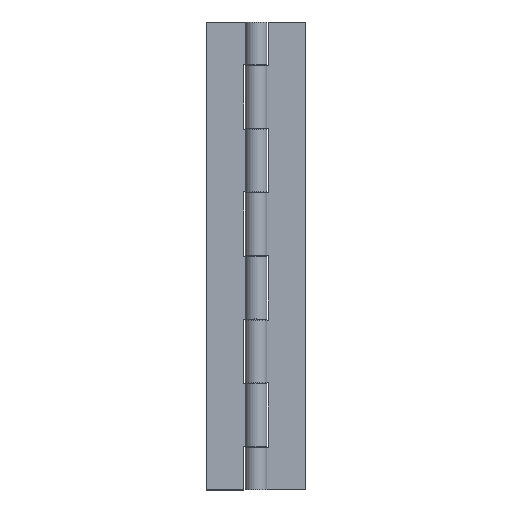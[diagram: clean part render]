
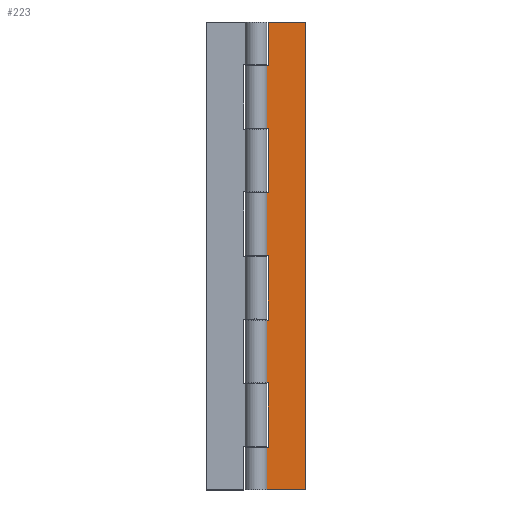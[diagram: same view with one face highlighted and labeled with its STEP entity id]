
A CAD part, top view. The second image highlights one B-rep face of the part: STEP entity #223.
In plain terms, the highlighted planar face has unit normal (0, 0, 1).
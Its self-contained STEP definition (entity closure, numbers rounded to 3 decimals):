
#69 = EDGE_CURVE ( 'NONE', #70, #2263, #576, .T. ) ;
#70 = VERTEX_POINT ( 'NONE', #572 ) ;
#72 = EDGE_CURVE ( 'NONE', #219, #70, #636, .T. ) ;
#75 = ORIENTED_EDGE ( 'NONE', *, *, #72, .T. ) ;
#76 = ORIENTED_EDGE ( 'NONE', *, *, #69, .T. ) ;
#77 = EDGE_CURVE ( 'NONE', #2246, #79, #628, .T. ) ;
#78 = ORIENTED_EDGE ( 'NONE', *, *, #77, .T. ) ;
#79 = VERTEX_POINT ( 'NONE', #624 ) ;
#80 = ORIENTED_EDGE ( 'NONE', *, *, #2243, .T. ) ;
#81 = EDGE_CURVE ( 'NONE', #83, #2244, #623, .T. ) ;
#82 = ORIENTED_EDGE ( 'NONE', *, *, #81, .T. ) ;
#83 = VERTEX_POINT ( 'NONE', #619 ) ;
#84 = VERTEX_POINT ( 'NONE', #618 ) ;
#85 = EDGE_CURVE ( 'NONE', #2172, #83, #617, .T. ) ;
#86 = ORIENTED_EDGE ( 'NONE', *, *, #85, .T. ) ;
#87 = ORIENTED_EDGE ( 'NONE', *, *, #2181, .F. ) ;
#88 = ORIENTED_EDGE ( 'NONE', *, *, #216, .F. ) ;
#89 = ORIENTED_EDGE ( 'NONE', *, *, #2162, .T. ) ;
#145 = EDGE_CURVE ( 'NONE', #205, #188, #730, .T. ) ;
#146 = ORIENTED_EDGE ( 'NONE', *, *, #2261, .T. ) ;
#188 = VERTEX_POINT ( 'NONE', #735 ) ;
#189 = VERTEX_POINT ( 'NONE', #796 ) ;
#190 = ORIENTED_EDGE ( 'NONE', *, *, #145, .T. ) ;
#191 = ORIENTED_EDGE ( 'NONE', *, *, #195, .T. ) ;
#195 = EDGE_CURVE ( 'NONE', #188, #219, #788, .T. ) ;
#196 = EDGE_CURVE ( 'NONE', #198, #205, #784, .T. ) ;
#197 = ORIENTED_EDGE ( 'NONE', *, *, #200, .T. ) ;
#198 = VERTEX_POINT ( 'NONE', #780 ) ;
#199 = ORIENTED_EDGE ( 'NONE', *, *, #196, .T. ) ;
#200 = EDGE_CURVE ( 'NONE', #189, #198, #779, .T. ) ;
#201 = ORIENTED_EDGE ( 'NONE', *, *, #2218, .T. ) ;
#202 = EDGE_CURVE ( 'NONE', #2220, #189, #775, .T. ) ;
#205 = VERTEX_POINT ( 'NONE', #766 ) ;
#207 = ORIENTED_EDGE ( 'NONE', *, *, #202, .T. ) ;
#210 = EDGE_CURVE ( 'NONE', #84, #2217, #825, .T. ) ;
#212 = ORIENTED_EDGE ( 'NONE', *, *, #210, .T. ) ;
#213 = EDGE_CURVE ( 'NONE', #79, #84, #821, .T. ) ;
#214 = ORIENTED_EDGE ( 'NONE', *, *, #213, .T. ) ;
#216 = EDGE_CURVE ( 'NONE', #2175, #2158, #811, .T. ) ;
#219 = VERTEX_POINT ( 'NONE', #807 ) ;
#220 = EDGE_LOOP ( 'NONE', ( #75, #76, #146, #89, #88, #87, #86, #82, #80, #78, #214, #212, #201, #207, #197, #199, #190, #191 ) ) ;
#223 = ADVANCED_FACE ( 'NONE', ( #806 ), #805, .F. ) ;
#572 = CARTESIAN_POINT ( 'NONE',  ( 4., -61.4, -2. ) ) ;
#573 = DIRECTION ( 'NONE',  ( -1., 0., 0. ) ) ;
#574 = VECTOR ( 'NONE', #573, 1000. ) ;
#575 = CARTESIAN_POINT ( 'NONE',  ( 16., -61.4, -2. ) ) ;
#576 = LINE ( 'NONE', #575, #574 ) ;
#614 = DIRECTION ( 'NONE',  ( 0., -1., 0. ) ) ;
#615 = VECTOR ( 'NONE', #614, 1000. ) ;
#616 = CARTESIAN_POINT ( 'NONE',  ( 4., 75., -2. ) ) ;
#617 = LINE ( 'NONE', #616, #615 ) ;
#618 = CARTESIAN_POINT ( 'NONE',  ( 4., 20.2, -2. ) ) ;
#619 = CARTESIAN_POINT ( 'NONE',  ( 4., 61., -2. ) ) ;
#620 = DIRECTION ( 'NONE',  ( -1., 0., 0. ) ) ;
#621 = VECTOR ( 'NONE', #620, 1000. ) ;
#622 = CARTESIAN_POINT ( 'NONE',  ( 16., 61., -2. ) ) ;
#623 = LINE ( 'NONE', #622, #621 ) ;
#624 = CARTESIAN_POINT ( 'NONE',  ( 4., 41., -2. ) ) ;
#625 = DIRECTION ( 'NONE',  ( 1., 0., 0. ) ) ;
#626 = VECTOR ( 'NONE', #625, 1000. ) ;
#627 = CARTESIAN_POINT ( 'NONE',  ( 16., 41., -2. ) ) ;
#628 = LINE ( 'NONE', #627, #626 ) ;
#633 = DIRECTION ( 'NONE',  ( 0., -1., 0. ) ) ;
#634 = VECTOR ( 'NONE', #633, 1000. ) ;
#635 = CARTESIAN_POINT ( 'NONE',  ( 4., 75., -2. ) ) ;
#636 = LINE ( 'NONE', #635, #634 ) ;
#727 = DIRECTION ( 'NONE',  ( 0., -1., 0. ) ) ;
#728 = VECTOR ( 'NONE', #727, 1000. ) ;
#729 = CARTESIAN_POINT ( 'NONE',  ( 2.872, 75., -2. ) ) ;
#730 = LINE ( 'NONE', #729, #728 ) ;
#735 = CARTESIAN_POINT ( 'NONE',  ( 2.872, -40.6, -2. ) ) ;
#766 = CARTESIAN_POINT ( 'NONE',  ( 2.872, -20.6, -2. ) ) ;
#772 = DIRECTION ( 'NONE',  ( 1., 0., 0. ) ) ;
#773 = VECTOR ( 'NONE', #772, 1000. ) ;
#774 = CARTESIAN_POINT ( 'NONE',  ( 16., 0.2, -2. ) ) ;
#775 = LINE ( 'NONE', #774, #773 ) ;
#776 = DIRECTION ( 'NONE',  ( 0., -1., 0. ) ) ;
#777 = VECTOR ( 'NONE', #776, 1000. ) ;
#778 = CARTESIAN_POINT ( 'NONE',  ( 4., 75., -2. ) ) ;
#779 = LINE ( 'NONE', #778, #777 ) ;
#780 = CARTESIAN_POINT ( 'NONE',  ( 4., -20.6, -2. ) ) ;
#781 = DIRECTION ( 'NONE',  ( -1., 0., 0. ) ) ;
#782 = VECTOR ( 'NONE', #781, 1000. ) ;
#783 = CARTESIAN_POINT ( 'NONE',  ( 16., -20.6, -2. ) ) ;
#784 = LINE ( 'NONE', #783, #782 ) ;
#785 = DIRECTION ( 'NONE',  ( 1., 0., 0. ) ) ;
#786 = VECTOR ( 'NONE', #785, 1000. ) ;
#787 = CARTESIAN_POINT ( 'NONE',  ( 16., -40.6, -2. ) ) ;
#788 = LINE ( 'NONE', #787, #786 ) ;
#796 = CARTESIAN_POINT ( 'NONE',  ( 4., 0.2, -2. ) ) ;
#801 = DIRECTION ( 'NONE',  ( -1., 0., 0. ) ) ;
#802 = DIRECTION ( 'NONE',  ( 0., 0., -1. ) ) ;
#803 = CARTESIAN_POINT ( 'NONE',  ( 16., 75., -2. ) ) ;
#804 = AXIS2_PLACEMENT_3D ( 'NONE', #803, #802, #801 ) ;
#805 = PLANE ( 'NONE',  #804 ) ;
#806 = FACE_OUTER_BOUND ( 'NONE', #220, .T. ) ;
#807 = CARTESIAN_POINT ( 'NONE',  ( 4., -40.6, -2. ) ) ;
#808 = DIRECTION ( 'NONE',  ( 0., -1., 0. ) ) ;
#809 = VECTOR ( 'NONE', #808, 1000. ) ;
#810 = CARTESIAN_POINT ( 'NONE',  ( 16., 75., -2. ) ) ;
#811 = LINE ( 'NONE', #810, #809 ) ;
#818 = DIRECTION ( 'NONE',  ( 0., -1., 0. ) ) ;
#819 = VECTOR ( 'NONE', #818, 1000. ) ;
#820 = CARTESIAN_POINT ( 'NONE',  ( 4., 75., -2. ) ) ;
#821 = LINE ( 'NONE', #820, #819 ) ;
#822 = DIRECTION ( 'NONE',  ( -1., 0., 0. ) ) ;
#823 = VECTOR ( 'NONE', #822, 1000. ) ;
#824 = CARTESIAN_POINT ( 'NONE',  ( 16., 20.2, -2. ) ) ;
#825 = LINE ( 'NONE', #824, #823 ) ;
#1290 = CARTESIAN_POINT ( 'NONE',  ( 4., 75., -2. ) ) ;
#1298 = DIRECTION ( 'NONE',  ( 1., 0., 0. ) ) ;
#1299 = VECTOR ( 'NONE', #1298, 1000. ) ;
#1300 = CARTESIAN_POINT ( 'NONE',  ( 16., -75., -2. ) ) ;
#1301 = LINE ( 'NONE', #1300, #1299 ) ;
#1306 = CARTESIAN_POINT ( 'NONE',  ( 16., -75., -2. ) ) ;
#1334 = DIRECTION ( 'NONE',  ( 1., 0., 0. ) ) ;
#1335 = VECTOR ( 'NONE', #1334, 1000. ) ;
#1336 = CARTESIAN_POINT ( 'NONE',  ( 16., 75., -2. ) ) ;
#1337 = LINE ( 'NONE', #1336, #1335 ) ;
#1347 = CARTESIAN_POINT ( 'NONE',  ( 16., 75., -2. ) ) ;
#1381 = CARTESIAN_POINT ( 'NONE',  ( 2.872, 0.2, -2. ) ) ;
#1382 = DIRECTION ( 'NONE',  ( 0., -1., 0. ) ) ;
#1383 = VECTOR ( 'NONE', #1382, 1000. ) ;
#1384 = CARTESIAN_POINT ( 'NONE',  ( 2.872, 75., -2. ) ) ;
#1385 = LINE ( 'NONE', #1384, #1383 ) ;
#1386 = CARTESIAN_POINT ( 'NONE',  ( 2.872, 20.2, -2. ) ) ;
#1454 = CARTESIAN_POINT ( 'NONE',  ( 2.872, 41., -2. ) ) ;
#1455 = CARTESIAN_POINT ( 'NONE',  ( 2.872, 61., -2. ) ) ;
#1456 = DIRECTION ( 'NONE',  ( 0., -1., 0. ) ) ;
#1457 = VECTOR ( 'NONE', #1456, 1000. ) ;
#1458 = CARTESIAN_POINT ( 'NONE',  ( 2.872, 75., -2. ) ) ;
#1459 = LINE ( 'NONE', #1458, #1457 ) ;
#1479 = CARTESIAN_POINT ( 'NONE',  ( 2.872, -61.4, -2. ) ) ;
#1480 = DIRECTION ( 'NONE',  ( 0., -1., 0. ) ) ;
#1481 = VECTOR ( 'NONE', #1480, 1000. ) ;
#1482 = CARTESIAN_POINT ( 'NONE',  ( 2.872, 75., -2. ) ) ;
#1483 = LINE ( 'NONE', #1482, #1481 ) ;
#1484 = CARTESIAN_POINT ( 'NONE',  ( 2.872, -75., -2. ) ) ;
#2158 = VERTEX_POINT ( 'NONE', #1306 ) ;
#2162 = EDGE_CURVE ( 'NONE', #2260, #2158, #1301, .T. ) ;
#2172 = VERTEX_POINT ( 'NONE', #1290 ) ;
#2175 = VERTEX_POINT ( 'NONE', #1347 ) ;
#2181 = EDGE_CURVE ( 'NONE', #2172, #2175, #1337, .T. ) ;
#2217 = VERTEX_POINT ( 'NONE', #1386 ) ;
#2218 = EDGE_CURVE ( 'NONE', #2217, #2220, #1385, .T. ) ;
#2220 = VERTEX_POINT ( 'NONE', #1381 ) ;
#2243 = EDGE_CURVE ( 'NONE', #2244, #2246, #1459, .T. ) ;
#2244 = VERTEX_POINT ( 'NONE', #1455 ) ;
#2246 = VERTEX_POINT ( 'NONE', #1454 ) ;
#2260 = VERTEX_POINT ( 'NONE', #1484 ) ;
#2261 = EDGE_CURVE ( 'NONE', #2263, #2260, #1483, .T. ) ;
#2263 = VERTEX_POINT ( 'NONE', #1479 ) ;
